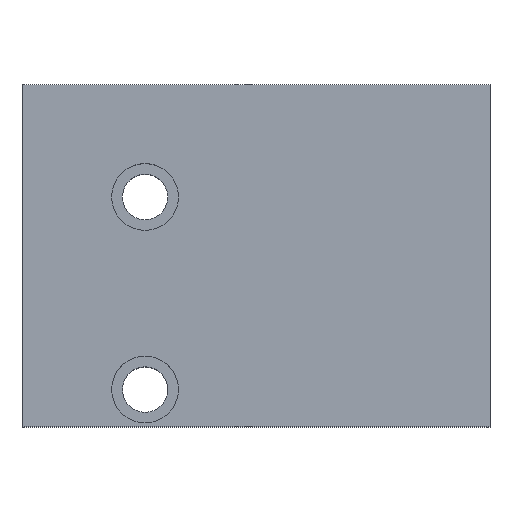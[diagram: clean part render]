
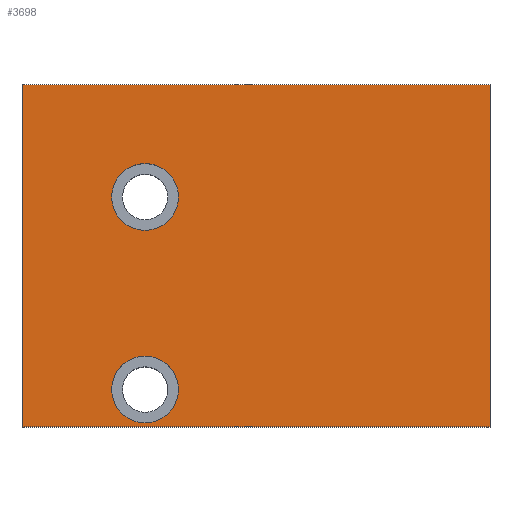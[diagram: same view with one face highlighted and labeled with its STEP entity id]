
A CAD part, top view. The second image highlights one B-rep face of the part: STEP entity #3698.
In plain terms, the highlighted planar face has unit normal (0, 0, 1).
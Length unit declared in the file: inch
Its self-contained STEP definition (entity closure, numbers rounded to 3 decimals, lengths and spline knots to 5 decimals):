
#1516=DIRECTION('',(0.,-1.,0.));
#1517=VECTOR('',#1516,4.);
#1518=CARTESIAN_POINT('',(0.,0.,2.188));
#1519=LINE('',#1518,#1517);
#1520=DIRECTION('',(-1.,0.,0.));
#1521=VECTOR('',#1520,5.469);
#1522=CARTESIAN_POINT('',(5.469,0.,2.188));
#1523=LINE('',#1522,#1521);
#1524=DIRECTION('',(0.,1.,0.));
#1525=VECTOR('',#1524,4.);
#1526=CARTESIAN_POINT('',(5.469,-4.,2.188));
#1527=LINE('',#1526,#1525);
#1528=DIRECTION('',(1.,0.,0.));
#1529=VECTOR('',#1528,5.469);
#1530=CARTESIAN_POINT('',(0.,-4.,2.188));
#1531=LINE('',#1530,#1529);
#1532=CARTESIAN_POINT('',(1.438,-1.312,2.188));
#1533=DIRECTION('',(0.,0.,-1.));
#1534=DIRECTION('',(-1.,0.,0.));
#1535=AXIS2_PLACEMENT_3D('',#1532,#1533,#1534);
#1537=CARTESIAN_POINT('',(1.438,-1.312,2.188));
#1538=DIRECTION('',(0.,0.,-1.));
#1539=DIRECTION('',(1.,0.,0.));
#1540=AXIS2_PLACEMENT_3D('',#1537,#1538,#1539);
#1542=CARTESIAN_POINT('',(1.438,-3.562,2.188));
#1543=DIRECTION('',(0.,0.,-1.));
#1544=DIRECTION('',(-1.,0.,0.));
#1545=AXIS2_PLACEMENT_3D('',#1542,#1543,#1544);
#1547=CARTESIAN_POINT('',(1.438,-3.562,2.188));
#1548=DIRECTION('',(0.,0.,-1.));
#1549=DIRECTION('',(1.,0.,0.));
#1550=AXIS2_PLACEMENT_3D('',#1547,#1548,#1549);
#2393=CARTESIAN_POINT('',(0.,0.,2.188));
#2394=CARTESIAN_POINT('',(0.,-4.,2.188));
#2395=VERTEX_POINT('',#2393);
#2396=VERTEX_POINT('',#2394);
#2397=CARTESIAN_POINT('',(5.469,-4.,2.188));
#2398=VERTEX_POINT('',#2397);
#2399=CARTESIAN_POINT('',(5.469,0.,2.188));
#2400=VERTEX_POINT('',#2399);
#2517=CARTESIAN_POINT('',(1.0475,-1.312,2.188));
#2518=CARTESIAN_POINT('',(1.8285,-1.312,2.188));
#2519=VERTEX_POINT('',#2517);
#2520=VERTEX_POINT('',#2518);
#2529=CARTESIAN_POINT('',(1.0475,-3.562,2.188));
#2530=CARTESIAN_POINT('',(1.8285,-3.562,2.188));
#2531=VERTEX_POINT('',#2529);
#2532=VERTEX_POINT('',#2530);
#3675=CARTESIAN_POINT('',(0.,0.,2.188));
#3676=DIRECTION('',(0.,0.,1.));
#3677=DIRECTION('',(1.,0.,0.));
#3678=AXIS2_PLACEMENT_3D('',#3675,#3676,#3677);
#3679=PLANE('',#3678);
#3680=ORIENTED_EDGE('',*,*,#2719,.F.);
#3681=ORIENTED_EDGE('',*,*,#3649,.F.);
#3682=ORIENTED_EDGE('',*,*,#3666,.F.);
#3683=ORIENTED_EDGE('',*,*,#2757,.F.);
#3684=EDGE_LOOP('',(#3680,#3681,#3682,#3683));
#3685=FACE_OUTER_BOUND('',#3684,.F.);
#3687=ORIENTED_EDGE('',*,*,#3686,.F.);
#3689=ORIENTED_EDGE('',*,*,#3688,.F.);
#3690=EDGE_LOOP('',(#3687,#3689));
#3691=FACE_BOUND('',#3690,.F.);
#3693=ORIENTED_EDGE('',*,*,#3692,.F.);
#3695=ORIENTED_EDGE('',*,*,#3694,.F.);
#3696=EDGE_LOOP('',(#3693,#3695));
#3697=FACE_BOUND('',#3696,.F.);
#3698=ADVANCED_FACE('',(#3685,#3691,#3697),#3679,.T.);
#1536=CIRCLE('',#1535,0.3905);
#1541=CIRCLE('',#1540,0.3905);
#1546=CIRCLE('',#1545,0.3905);
#1551=CIRCLE('',#1550,0.3905);
#2719=EDGE_CURVE('',#2395,#2396,#1519,.T.);
#2757=EDGE_CURVE('',#2396,#2398,#1531,.T.);
#3649=EDGE_CURVE('',#2400,#2395,#1523,.T.);
#3666=EDGE_CURVE('',#2398,#2400,#1527,.T.);
#3686=EDGE_CURVE('',#2519,#2520,#1536,.T.);
#3688=EDGE_CURVE('',#2520,#2519,#1541,.T.);
#3692=EDGE_CURVE('',#2531,#2532,#1546,.T.);
#3694=EDGE_CURVE('',#2532,#2531,#1551,.T.);
